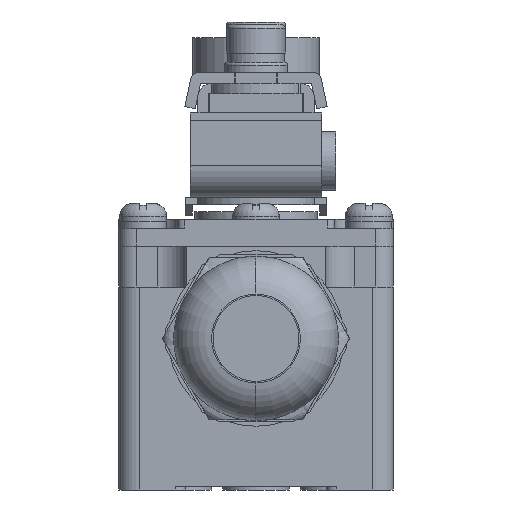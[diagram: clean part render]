
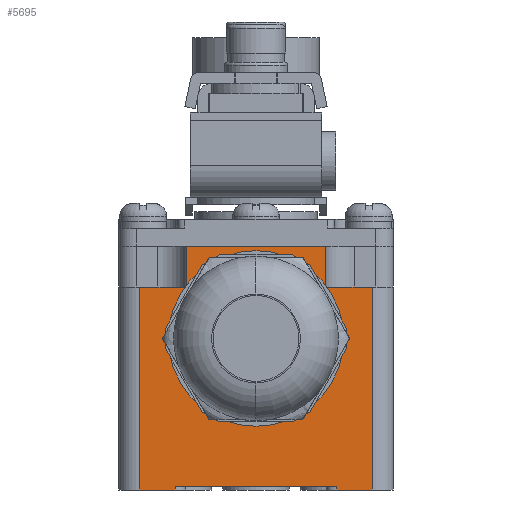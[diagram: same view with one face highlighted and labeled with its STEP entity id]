
A CAD part, front view. The second image highlights one B-rep face of the part: STEP entity #5695.
In plain terms, the highlighted planar face has unit normal (0, -1, 0).
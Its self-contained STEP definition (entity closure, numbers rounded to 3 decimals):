
#80 = VERTEX_POINT ( 'NONE', #22667 ) ;
#122 = VECTOR ( 'NONE', #13775, 1000. ) ;
#339 = CARTESIAN_POINT ( 'NONE',  ( -19.5, -34., 0. ) ) ;
#450 = VERTEX_POINT ( 'NONE', #19281 ) ;
#595 = ORIENTED_EDGE ( 'NONE', *, *, #16347, .F. ) ;
#652 = EDGE_CURVE ( 'NONE', #80, #9084, #958, .T. ) ;
#958 = LINE ( 'NONE', #11276, #2120 ) ;
#1069 = VERTEX_POINT ( 'NONE', #21910 ) ;
#1282 = LINE ( 'NONE', #12874, #19787 ) ;
#1393 = CARTESIAN_POINT ( 'NONE',  ( -16.5, -34., -0.5 ) ) ;
#1398 = VERTEX_POINT ( 'NONE', #9808 ) ;
#1552 = ORIENTED_EDGE ( 'NONE', *, *, #14268, .F. ) ;
#1884 = CIRCLE ( 'NONE', #22262, 11.5 ) ;
#1945 = CIRCLE ( 'NONE', #10469, 11.5 ) ;
#2120 = VECTOR ( 'NONE', #6163, 1000. ) ;
#2188 = VERTEX_POINT ( 'NONE', #12073 ) ;
#2206 = DIRECTION ( 'NONE',  ( 0., 0., 1. ) ) ;
#2410 = CARTESIAN_POINT ( 'NONE',  ( 0., -34., 21. ) ) ;
#2883 = CARTESIAN_POINT ( 'NONE',  ( -11.45, -34., -0.5 ) ) ;
#3411 = DIRECTION ( 'NONE',  ( 0., 0., 1. ) ) ;
#3646 = DIRECTION ( 'NONE',  ( 1., 0., 0. ) ) ;
#3754 = CARTESIAN_POINT ( 'NONE',  ( -9.875, -34., 34.1 ) ) ;
#3975 = EDGE_CURVE ( 'NONE', #1069, #10499, #8918, .T. ) ;
#4518 = CARTESIAN_POINT ( 'NONE',  ( 0., -34., 32.5 ) ) ;
#4573 = ORIENTED_EDGE ( 'NONE', *, *, #15849, .F. ) ;
#5075 = EDGE_CURVE ( 'NONE', #14155, #6281, #1884, .T. ) ;
#5322 = DIRECTION ( 'NONE',  ( 0., 1., 0. ) ) ;
#5334 = VERTEX_POINT ( 'NONE', #19545 ) ;
#5695 = ADVANCED_FACE ( 'NONE', ( #22540, #10151 ), #7954, .F. ) ;
#5907 = DIRECTION ( 'NONE',  ( 0., 0., -1. ) ) ;
#6163 = DIRECTION ( 'NONE',  ( 0., 0., 1. ) ) ;
#6169 = EDGE_CURVE ( 'NONE', #19144, #14359, #8017, .T. ) ;
#6179 = CARTESIAN_POINT ( 'NONE',  ( -19.5, -34., 34.1 ) ) ;
#6281 = VERTEX_POINT ( 'NONE', #4518 ) ;
#6313 = AXIS2_PLACEMENT_3D ( 'NONE', #8299, #13516, #16744 ) ;
#6816 = VECTOR ( 'NONE', #18584, 1000. ) ;
#7572 = EDGE_LOOP ( 'NONE', ( #595, #9637, #8890, #17653, #1552, #10871, #4573, #13270, #12426, #10138, #8155, #11687 ) ) ;
#7954 = PLANE ( 'NONE',  #6313 ) ;
#8017 = LINE ( 'NONE', #16697, #17662 ) ;
#8155 = ORIENTED_EDGE ( 'NONE', *, *, #3975, .F. ) ;
#8176 = DIRECTION ( 'NONE',  ( -1., 0., 0. ) ) ;
#8299 = CARTESIAN_POINT ( 'NONE',  ( -19.5, -34., 34.1 ) ) ;
#8406 = CARTESIAN_POINT ( 'NONE',  ( 11.45, -34., -0.5 ) ) ;
#8890 = ORIENTED_EDGE ( 'NONE', *, *, #10408, .F. ) ;
#8918 = LINE ( 'NONE', #15974, #16386 ) ;
#9084 = VERTEX_POINT ( 'NONE', #3754 ) ;
#9265 = DIRECTION ( 'NONE',  ( 0., 1., 0. ) ) ;
#9294 = VECTOR ( 'NONE', #3411, 1000. ) ;
#9397 = EDGE_CURVE ( 'NONE', #6281, #14155, #1945, .T. ) ;
#9451 = DIRECTION ( 'NONE',  ( 0., 0., 1. ) ) ;
#9503 = DIRECTION ( 'NONE',  ( 0., 0., 1. ) ) ;
#9637 = ORIENTED_EDGE ( 'NONE', *, *, #17018, .T. ) ;
#9808 = CARTESIAN_POINT ( 'NONE',  ( 9.875, -34., 28.3 ) ) ;
#9906 = LINE ( 'NONE', #6179, #6816 ) ;
#10138 = ORIENTED_EDGE ( 'NONE', *, *, #21601, .T. ) ;
#10151 = FACE_OUTER_BOUND ( 'NONE', #7572, .T. ) ;
#10315 = LINE ( 'NONE', #17142, #122 ) ;
#10391 = EDGE_CURVE ( 'NONE', #1069, #2188, #18700, .T. ) ;
#10408 = EDGE_CURVE ( 'NONE', #9084, #5334, #9906, .T. ) ;
#10469 = AXIS2_PLACEMENT_3D ( 'NONE', #12076, #5322, #14242 ) ;
#10499 = VERTEX_POINT ( 'NONE', #8406 ) ;
#10518 = VECTOR ( 'NONE', #8176, 1000. ) ;
#10739 = CARTESIAN_POINT ( 'NONE',  ( -11.45, -34., 0. ) ) ;
#10783 = DIRECTION ( 'NONE',  ( 1., 0., 0. ) ) ;
#10871 = ORIENTED_EDGE ( 'NONE', *, *, #13868, .T. ) ;
#10889 = VECTOR ( 'NONE', #9451, 1000. ) ;
#11276 = CARTESIAN_POINT ( 'NONE',  ( -9.875, -34., 28.3 ) ) ;
#11687 = ORIENTED_EDGE ( 'NONE', *, *, #10391, .T. ) ;
#12073 = CARTESIAN_POINT ( 'NONE',  ( 16.5, -34., 28.3 ) ) ;
#12076 = CARTESIAN_POINT ( 'NONE',  ( 0., -34., 21. ) ) ;
#12125 = CARTESIAN_POINT ( 'NONE',  ( -9.95, -34., -0.5 ) ) ;
#12149 = CARTESIAN_POINT ( 'NONE',  ( 0., -34., 9.5 ) ) ;
#12426 = ORIENTED_EDGE ( 'NONE', *, *, #16140, .T. ) ;
#12874 = CARTESIAN_POINT ( 'NONE',  ( 19.5, -34., 28.3 ) ) ;
#12889 = ORIENTED_EDGE ( 'NONE', *, *, #5075, .T. ) ;
#12946 = ORIENTED_EDGE ( 'NONE', *, *, #9397, .T. ) ;
#13270 = ORIENTED_EDGE ( 'NONE', *, *, #6169, .T. ) ;
#13516 = DIRECTION ( 'NONE',  ( 0., 1., 0. ) ) ;
#13621 = LINE ( 'NONE', #12125, #10518 ) ;
#13775 = DIRECTION ( 'NONE',  ( 0., 0., -1. ) ) ;
#13868 = EDGE_CURVE ( 'NONE', #450, #16248, #10315, .T. ) ;
#13893 = DIRECTION ( 'NONE',  ( -1., 0., 0. ) ) ;
#14155 = VERTEX_POINT ( 'NONE', #12149 ) ;
#14242 = DIRECTION ( 'NONE',  ( 0., 0., 1. ) ) ;
#14268 = EDGE_CURVE ( 'NONE', #450, #80, #14423, .T. ) ;
#14359 = VERTEX_POINT ( 'NONE', #10739 ) ;
#14423 = LINE ( 'NONE', #22901, #22727 ) ;
#14636 = EDGE_LOOP ( 'NONE', ( #12889, #12946 ) ) ;
#15849 = EDGE_CURVE ( 'NONE', #19144, #16248, #13621, .T. ) ;
#15974 = CARTESIAN_POINT ( 'NONE',  ( 16.5, -34., -0.5 ) ) ;
#16140 = EDGE_CURVE ( 'NONE', #14359, #18238, #16228, .T. ) ;
#16228 = LINE ( 'NONE', #339, #18670 ) ;
#16248 = VERTEX_POINT ( 'NONE', #1393 ) ;
#16347 = EDGE_CURVE ( 'NONE', #1398, #2188, #1282, .T. ) ;
#16386 = VECTOR ( 'NONE', #13893, 1000. ) ;
#16697 = CARTESIAN_POINT ( 'NONE',  ( -11.45, -34., 34.1 ) ) ;
#16744 = DIRECTION ( 'NONE',  ( 0., 0., 1. ) ) ;
#16907 = CARTESIAN_POINT ( 'NONE',  ( 11.45, -34., 34.1 ) ) ;
#17018 = EDGE_CURVE ( 'NONE', #1398, #5334, #20714, .T. ) ;
#17142 = CARTESIAN_POINT ( 'NONE',  ( -16.5, -34., 34.1 ) ) ;
#17225 = CARTESIAN_POINT ( 'NONE',  ( 9.875, -34., 28.3 ) ) ;
#17653 = ORIENTED_EDGE ( 'NONE', *, *, #652, .F. ) ;
#17662 = VECTOR ( 'NONE', #2206, 1000. ) ;
#18238 = VERTEX_POINT ( 'NONE', #19190 ) ;
#18584 = DIRECTION ( 'NONE',  ( 1., 0., 0. ) ) ;
#18670 = VECTOR ( 'NONE', #10783, 1000. ) ;
#18700 = LINE ( 'NONE', #20105, #10889 ) ;
#18845 = VECTOR ( 'NONE', #5907, 1000. ) ;
#19144 = VERTEX_POINT ( 'NONE', #2883 ) ;
#19190 = CARTESIAN_POINT ( 'NONE',  ( 11.45, -34., 0. ) ) ;
#19281 = CARTESIAN_POINT ( 'NONE',  ( -16.5, -34., 28.3 ) ) ;
#19545 = CARTESIAN_POINT ( 'NONE',  ( 9.875, -34., 34.1 ) ) ;
#19699 = DIRECTION ( 'NONE',  ( 1., 0., 0. ) ) ;
#19787 = VECTOR ( 'NONE', #19699, 1000. ) ;
#20105 = CARTESIAN_POINT ( 'NONE',  ( 16.5, -34., 34.1 ) ) ;
#20506 = LINE ( 'NONE', #16907, #18845 ) ;
#20714 = LINE ( 'NONE', #17225, #9294 ) ;
#21601 = EDGE_CURVE ( 'NONE', #18238, #10499, #20506, .T. ) ;
#21910 = CARTESIAN_POINT ( 'NONE',  ( 16.5, -34., -0.5 ) ) ;
#22262 = AXIS2_PLACEMENT_3D ( 'NONE', #2410, #9265, #9503 ) ;
#22540 = FACE_BOUND ( 'NONE', #14636, .T. ) ;
#22667 = CARTESIAN_POINT ( 'NONE',  ( -9.875, -34., 28.3 ) ) ;
#22727 = VECTOR ( 'NONE', #3646, 1000. ) ;
#22901 = CARTESIAN_POINT ( 'NONE',  ( -19.5, -34., 28.3 ) ) ;
